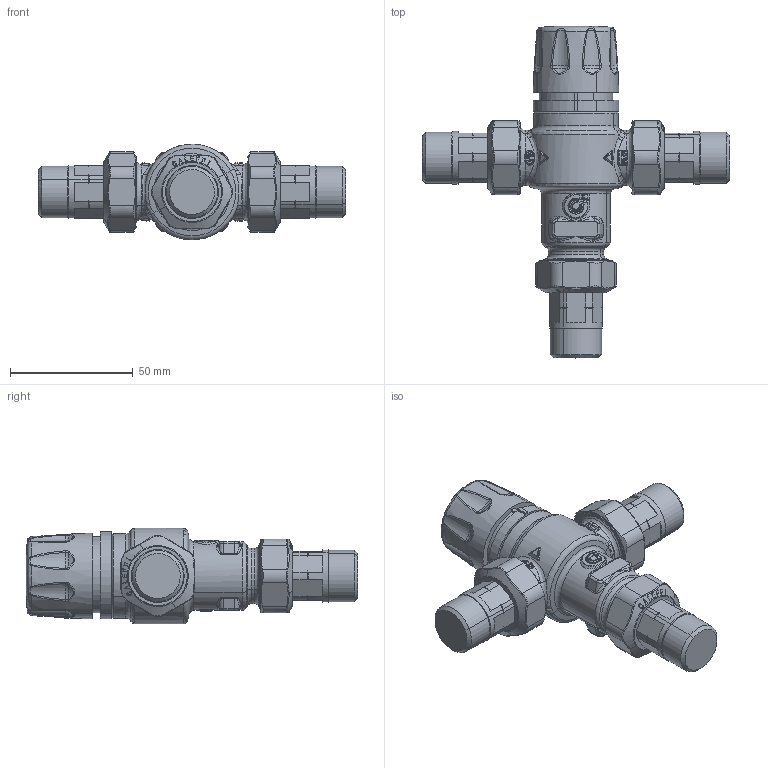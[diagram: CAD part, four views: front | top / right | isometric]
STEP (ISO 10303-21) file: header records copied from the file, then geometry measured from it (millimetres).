
FILE_DESCRIPTION(('CATIA V5 STEP Exchange'),'2;1');
FILE_NAME('STEP_521934_-_TST.stp','2019-11-04T10:51:43+00:00',('none'),('none'),'CATIA Version 5-6 Release 2016 SP4','CATIA V5 STEP AP203','none');
FILE_SCHEMA(('CONFIG_CONTROL_DESIGN'));
Products named in the file (1): 521934 - TST
Bounding box: 125 x 135.14 x 38.98 mm (x, y, z)
Volume: 142741.6 mm3; surface area: 23823.7 mm2
Topology: 1 solids, 1 shells, 1678 faces, 4116 edges, 2395 vertices
Faces by surface type: bspline 581, plane 545, cylinder 299, cone 120, sphere 79, torus 52, revolution 2
Entity records: 80954 total; most frequent: CARTESIAN_POINT 50150, ORIENTED_EDGE 8040, EDGE_CURVE 4020, DIRECTION 3280, B_SPLINE_CURVE_WITH_KNOTS 2492, VERTEX_POINT 2395, EDGE_LOOP 1729, ADVANCED_FACE 1678
